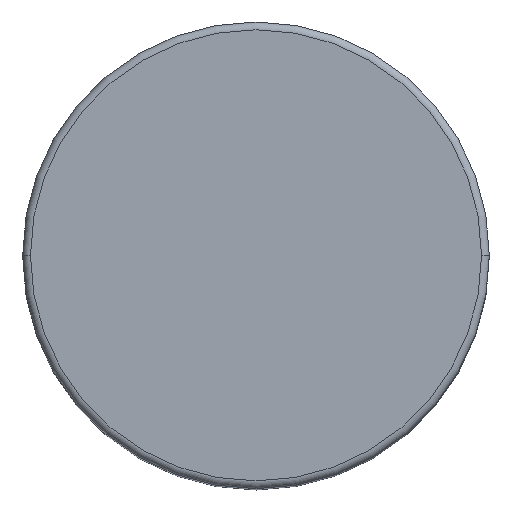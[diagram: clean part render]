
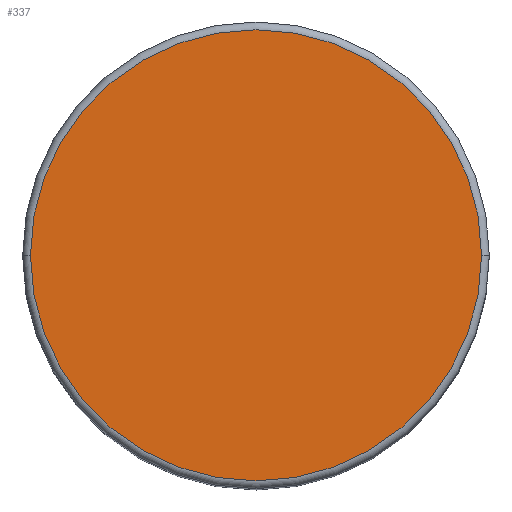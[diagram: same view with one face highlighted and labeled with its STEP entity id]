
A CAD part, top view. The second image highlights one B-rep face of the part: STEP entity #337.
In plain terms, the highlighted planar face has unit normal (0, 0, 1).
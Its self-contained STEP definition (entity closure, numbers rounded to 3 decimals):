
#150=CARTESIAN_POINT('',(0.,0.,50.));
#151=DIRECTION('',(0.,0.,1.));
#152=DIRECTION('',(1.,0.,0.));
#153=AXIS2_PLACEMENT_3D('',#150,#151,#152);
#158=CARTESIAN_POINT('',(0.,0.,50.));
#159=DIRECTION('',(0.,0.,1.));
#160=DIRECTION('',(-1.,0.,0.));
#161=AXIS2_PLACEMENT_3D('',#158,#159,#160);
#227=CARTESIAN_POINT('',(14.5,0.,50.));
#228=CARTESIAN_POINT('',(-14.5,0.,50.));
#229=VERTEX_POINT('',#227);
#230=VERTEX_POINT('',#228);
#327=CARTESIAN_POINT('',(0.,0.,50.));
#328=DIRECTION('',(0.,0.,1.));
#329=DIRECTION('',(1.,0.,0.));
#330=AXIS2_PLACEMENT_3D('',#327,#328,#329);
#331=PLANE('',#330);
#333=ORIENTED_EDGE('',*,*,#332,.F.);
#334=ORIENTED_EDGE('',*,*,#317,.F.);
#335=EDGE_LOOP('',(#333,#334));
#336=FACE_OUTER_BOUND('',#335,.F.);
#337=ADVANCED_FACE('',(#336),#331,.T.);
#154=CIRCLE('',#153,14.5);
#162=CIRCLE('',#161,14.5);
#317=EDGE_CURVE('',#230,#229,#162,.T.);
#332=EDGE_CURVE('',#229,#230,#154,.T.);
